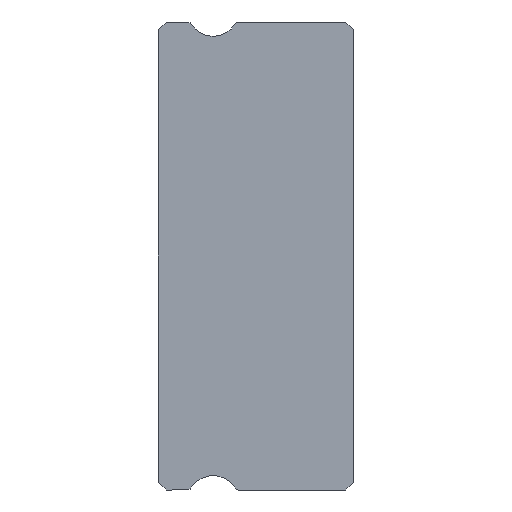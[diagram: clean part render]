
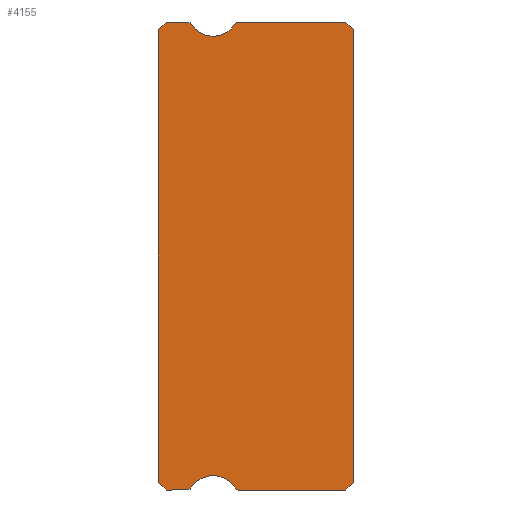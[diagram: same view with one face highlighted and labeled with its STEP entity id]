
A CAD part, left-side view. The second image highlights one B-rep face of the part: STEP entity #4155.
In plain terms, the highlighted planar face has unit normal (-1, 0, 0).
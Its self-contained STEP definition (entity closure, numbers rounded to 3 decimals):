
#11 = LINE ( 'NONE', #4442, #2990 ) ;
#69 = EDGE_CURVE ( 'NONE', #4839, #3562, #11, .T. ) ;
#88 = VERTEX_POINT ( 'NONE', #768 ) ;
#149 = DIRECTION ( 'NONE',  ( 0., 1., 0. ) ) ;
#198 = AXIS2_PLACEMENT_3D ( 'NONE', #4096, #499, #3762 ) ;
#248 = DIRECTION ( 'NONE',  ( -1., 0., 0. ) ) ;
#321 = CARTESIAN_POINT ( 'NONE',  ( -10., 4.419, -8.85 ) ) ;
#338 = EDGE_CURVE ( 'NONE', #3091, #2087, #4438, .T. ) ;
#400 = ORIENTED_EDGE ( 'NONE', *, *, #3857, .F. ) ;
#414 = CARTESIAN_POINT ( 'NONE',  ( -10., 7.2, 9. ) ) ;
#499 = DIRECTION ( 'NONE',  ( 1., 0., 0. ) ) ;
#506 = VERTEX_POINT ( 'NONE', #547 ) ;
#511 = AXIS2_PLACEMENT_3D ( 'NONE', #1082, #1496, #1053 ) ;
#513 = AXIS2_PLACEMENT_3D ( 'NONE', #2485, #248, #3884 ) ;
#516 = CARTESIAN_POINT ( 'NONE',  ( -10., 0.3, 9. ) ) ;
#536 = ORIENTED_EDGE ( 'NONE', *, *, #2412, .F. ) ;
#547 = CARTESIAN_POINT ( 'NONE',  ( -10., 7.2, -9. ) ) ;
#635 = AXIS2_PLACEMENT_3D ( 'NONE', #321, #3094, #3045 ) ;
#637 = LINE ( 'NONE', #2075, #4652 ) ;
#680 = VERTEX_POINT ( 'NONE', #3603 ) ;
#681 = LINE ( 'NONE', #4089, #4555 ) ;
#696 = VECTOR ( 'NONE', #149, 1000. ) ;
#731 = LINE ( 'NONE', #1013, #2782 ) ;
#738 = VECTOR ( 'NONE', #4782, 1000. ) ;
#743 = DIRECTION ( 'NONE',  ( 0., -0.707, -0.707 ) ) ;
#750 = CIRCLE ( 'NONE', #511, 0.15 ) ;
#758 = VECTOR ( 'NONE', #2527, 1000. ) ;
#768 = CARTESIAN_POINT ( 'NONE',  ( -10., 6.253, 8.928 ) ) ;
#774 = ORIENTED_EDGE ( 'NONE', *, *, #2987, .F. ) ;
#801 = AXIS2_PLACEMENT_3D ( 'NONE', #1262, #995, #2411 ) ;
#897 = DIRECTION ( 'NONE',  ( 0., 0., 1. ) ) ;
#908 = AXIS2_PLACEMENT_3D ( 'NONE', #2501, #4007, #3220 ) ;
#940 = VERTEX_POINT ( 'NONE', #4449 ) ;
#976 = CARTESIAN_POINT ( 'NONE',  ( -10., 6.381, -9. ) ) ;
#995 = DIRECTION ( 'NONE',  ( -1., 0., 0. ) ) ;
#1013 = CARTESIAN_POINT ( 'NONE',  ( -10., 7.2, -9. ) ) ;
#1022 = CARTESIAN_POINT ( 'NONE',  ( -10., 6.381, 9. ) ) ;
#1040 = DIRECTION ( 'NONE',  ( 1., 0., 0. ) ) ;
#1053 = DIRECTION ( 'NONE',  ( 0., 0., -1. ) ) ;
#1065 = DIRECTION ( 'NONE',  ( 0., 0., -1. ) ) ;
#1082 = CARTESIAN_POINT ( 'NONE',  ( -10., 4.419, 8.85 ) ) ;
#1092 = CARTESIAN_POINT ( 'NONE',  ( -10., 5.4, 9.45 ) ) ;
#1095 = CARTESIAN_POINT ( 'NONE',  ( -10., 6.381, 9. ) ) ;
#1119 = EDGE_CURVE ( 'NONE', #2467, #1824, #4513, .T. ) ;
#1121 = PLANE ( 'NONE',  #198 ) ;
#1262 = CARTESIAN_POINT ( 'NONE',  ( -10., 5.4, 9.45 ) ) ;
#1309 = ORIENTED_EDGE ( 'NONE', *, *, #3758, .F. ) ;
#1496 = DIRECTION ( 'NONE',  ( 1., 0., 0. ) ) ;
#1538 = VECTOR ( 'NONE', #3299, 1000. ) ;
#1539 = EDGE_CURVE ( 'NONE', #680, #3924, #3663, .T. ) ;
#1549 = ORIENTED_EDGE ( 'NONE', *, *, #2106, .T. ) ;
#1561 = CARTESIAN_POINT ( 'NONE',  ( -10., 0., 8.7 ) ) ;
#1606 = EDGE_CURVE ( 'NONE', #2413, #506, #731, .T. ) ;
#1683 = CARTESIAN_POINT ( 'NONE',  ( -10., 4.419, -9. ) ) ;
#1798 = CARTESIAN_POINT ( 'NONE',  ( -10., 6.253, -8.928 ) ) ;
#1810 = CARTESIAN_POINT ( 'NONE',  ( -10., 6.381, -9. ) ) ;
#1824 = VERTEX_POINT ( 'NONE', #976 ) ;
#1888 = DIRECTION ( 'NONE',  ( 0., 0.707, -0.707 ) ) ;
#1924 = VECTOR ( 'NONE', #897, 1000. ) ;
#1939 = EDGE_CURVE ( 'NONE', #2549, #4168, #3956, .T. ) ;
#2075 = CARTESIAN_POINT ( 'NONE',  ( -10., 0., -8.7 ) ) ;
#2087 = VERTEX_POINT ( 'NONE', #516 ) ;
#2099 = AXIS2_PLACEMENT_3D ( 'NONE', #2187, #1040, #1065 ) ;
#2106 = EDGE_CURVE ( 'NONE', #2267, #4839, #4548, .T. ) ;
#2113 = LINE ( 'NONE', #3181, #2396 ) ;
#2153 = VERTEX_POINT ( 'NONE', #2764 ) ;
#2187 = CARTESIAN_POINT ( 'NONE',  ( -10., 6.381, -8.85 ) ) ;
#2199 = EDGE_CURVE ( 'NONE', #88, #940, #2913, .T. ) ;
#2234 = CIRCLE ( 'NONE', #513, 1. ) ;
#2236 = ORIENTED_EDGE ( 'NONE', *, *, #2199, .F. ) ;
#2265 = CARTESIAN_POINT ( 'NONE',  ( -10., 6.381, -9. ) ) ;
#2267 = VERTEX_POINT ( 'NONE', #1022 ) ;
#2285 = ORIENTED_EDGE ( 'NONE', *, *, #69, .T. ) ;
#2396 = VECTOR ( 'NONE', #2790, 1000. ) ;
#2411 = DIRECTION ( 'NONE',  ( 0., 0., -1. ) ) ;
#2412 = EDGE_CURVE ( 'NONE', #940, #4539, #4235, .T. ) ;
#2413 = VERTEX_POINT ( 'NONE', #2980 ) ;
#2420 = DIRECTION ( 'NONE',  ( 0., 0.707, -0.707 ) ) ;
#2467 = VERTEX_POINT ( 'NONE', #1798 ) ;
#2473 = EDGE_LOOP ( 'NONE', ( #774, #3233, #3607, #3108, #3240, #1309, #3511, #4145, #4691, #3196, #3339, #4106, #536, #2236, #400, #1549, #2285 ) ) ;
#2485 = CARTESIAN_POINT ( 'NONE',  ( -10., 5.4, -9.45 ) ) ;
#2501 = CARTESIAN_POINT ( 'NONE',  ( -10., 6.381, 8.85 ) ) ;
#2505 = DIRECTION ( 'NONE',  ( 0., -0.707, -0.707 ) ) ;
#2527 = DIRECTION ( 'NONE',  ( 0., 1., 0. ) ) ;
#2549 = VERTEX_POINT ( 'NONE', #2683 ) ;
#2683 = CARTESIAN_POINT ( 'NONE',  ( -10., 0., -8.7 ) ) ;
#2732 = CIRCLE ( 'NONE', #635, 0.15 ) ;
#2764 = CARTESIAN_POINT ( 'NONE',  ( -10., 4.547, -8.928 ) ) ;
#2782 = VECTOR ( 'NONE', #2505, 1000. ) ;
#2790 = DIRECTION ( 'NONE',  ( 0., 0., 1. ) ) ;
#2913 = CIRCLE ( 'NONE', #801, 1. ) ;
#2959 = EDGE_CURVE ( 'NONE', #2153, #2467, #2234, .T. ) ;
#2980 = CARTESIAN_POINT ( 'NONE',  ( -10., 7.5, -8.7 ) ) ;
#2987 = EDGE_CURVE ( 'NONE', #2413, #3562, #2113, .T. ) ;
#2990 = VECTOR ( 'NONE', #1888, 1000. ) ;
#3045 = DIRECTION ( 'NONE',  ( 0., 0., -1. ) ) ;
#3091 = VERTEX_POINT ( 'NONE', #3895 ) ;
#3094 = DIRECTION ( 'NONE',  ( 1., 0., 0. ) ) ;
#3108 = ORIENTED_EDGE ( 'NONE', *, *, #1119, .F. ) ;
#3126 = CARTESIAN_POINT ( 'NONE',  ( -10., 7.5, 8.7 ) ) ;
#3181 = CARTESIAN_POINT ( 'NONE',  ( -10., 7.5, 8.85 ) ) ;
#3196 = ORIENTED_EDGE ( 'NONE', *, *, #3298, .F. ) ;
#3220 = DIRECTION ( 'NONE',  ( 0., 0., -1. ) ) ;
#3233 = ORIENTED_EDGE ( 'NONE', *, *, #1606, .T. ) ;
#3240 = ORIENTED_EDGE ( 'NONE', *, *, #2959, .F. ) ;
#3298 = EDGE_CURVE ( 'NONE', #2087, #4168, #681, .T. ) ;
#3299 = DIRECTION ( 'NONE',  ( 0., -1., 0. ) ) ;
#3334 = CIRCLE ( 'NONE', #908, 0.15 ) ;
#3339 = ORIENTED_EDGE ( 'NONE', *, *, #338, .F. ) ;
#3487 = CARTESIAN_POINT ( 'NONE',  ( -10., 0., 8.7 ) ) ;
#3511 = ORIENTED_EDGE ( 'NONE', *, *, #1539, .F. ) ;
#3562 = VERTEX_POINT ( 'NONE', #3126 ) ;
#3603 = CARTESIAN_POINT ( 'NONE',  ( -10., 0.3, -9. ) ) ;
#3607 = ORIENTED_EDGE ( 'NONE', *, *, #4016, .T. ) ;
#3661 = LINE ( 'NONE', #2265, #1538 ) ;
#3663 = LINE ( 'NONE', #1810, #758 ) ;
#3758 = EDGE_CURVE ( 'NONE', #3924, #2153, #2732, .T. ) ;
#3762 = DIRECTION ( 'NONE',  ( 0., 0., -1. ) ) ;
#3857 = EDGE_CURVE ( 'NONE', #2267, #88, #3334, .T. ) ;
#3884 = DIRECTION ( 'NONE',  ( 0., 0., -1. ) ) ;
#3895 = CARTESIAN_POINT ( 'NONE',  ( -10., 4.419, 9. ) ) ;
#3924 = VERTEX_POINT ( 'NONE', #1683 ) ;
#3949 = EDGE_CURVE ( 'NONE', #2549, #680, #637, .T. ) ;
#3956 = LINE ( 'NONE', #3487, #1924 ) ;
#4007 = DIRECTION ( 'NONE',  ( 1., 0., 0. ) ) ;
#4016 = EDGE_CURVE ( 'NONE', #506, #1824, #3661, .T. ) ;
#4089 = CARTESIAN_POINT ( 'NONE',  ( -10., 0.3, 9. ) ) ;
#4096 = CARTESIAN_POINT ( 'NONE',  ( -10., 6.381, 8.85 ) ) ;
#4106 = ORIENTED_EDGE ( 'NONE', *, *, #4115, .F. ) ;
#4115 = EDGE_CURVE ( 'NONE', #4539, #3091, #750, .T. ) ;
#4145 = ORIENTED_EDGE ( 'NONE', *, *, #3949, .F. ) ;
#4155 = ADVANCED_FACE ( 'NONE', ( #4468 ), #1121, .F. ) ;
#4168 = VERTEX_POINT ( 'NONE', #1561 ) ;
#4235 = CIRCLE ( 'NONE', #4475, 1. ) ;
#4438 = LINE ( 'NONE', #1095, #738 ) ;
#4442 = CARTESIAN_POINT ( 'NONE',  ( -10., 7.5, 8.7 ) ) ;
#4449 = CARTESIAN_POINT ( 'NONE',  ( -10., 5.4, 8.45 ) ) ;
#4458 = DIRECTION ( 'NONE',  ( -1., 0., 0. ) ) ;
#4468 = FACE_OUTER_BOUND ( 'NONE', #2473, .T. ) ;
#4475 = AXIS2_PLACEMENT_3D ( 'NONE', #1092, #4458, #4478 ) ;
#4478 = DIRECTION ( 'NONE',  ( 0., 0., -1. ) ) ;
#4513 = CIRCLE ( 'NONE', #2099, 0.15 ) ;
#4539 = VERTEX_POINT ( 'NONE', #4786 ) ;
#4548 = LINE ( 'NONE', #414, #696 ) ;
#4555 = VECTOR ( 'NONE', #743, 1000. ) ;
#4652 = VECTOR ( 'NONE', #2420, 1000. ) ;
#4691 = ORIENTED_EDGE ( 'NONE', *, *, #1939, .T. ) ;
#4706 = CARTESIAN_POINT ( 'NONE',  ( -10., 7.2, 9. ) ) ;
#4782 = DIRECTION ( 'NONE',  ( 0., -1., 0. ) ) ;
#4786 = CARTESIAN_POINT ( 'NONE',  ( -10., 4.547, 8.928 ) ) ;
#4839 = VERTEX_POINT ( 'NONE', #4706 ) ;
